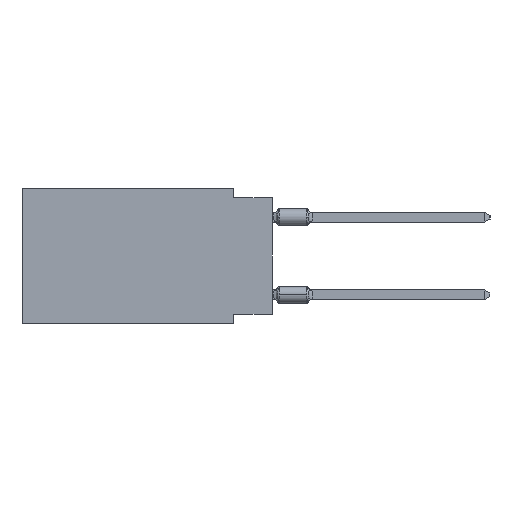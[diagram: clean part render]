
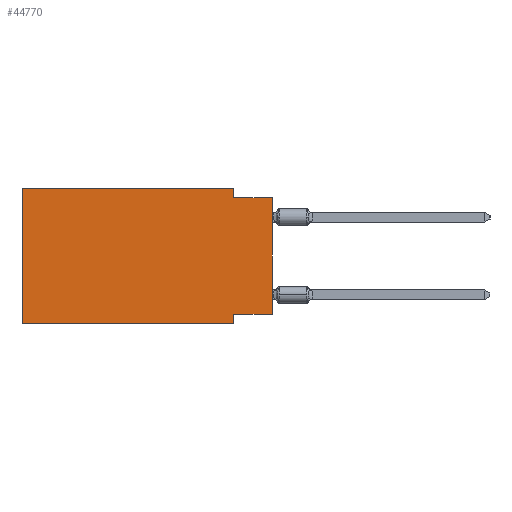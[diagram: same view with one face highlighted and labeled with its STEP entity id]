
A CAD part, left-side view. The second image highlights one B-rep face of the part: STEP entity #44770.
In plain terms, the highlighted planar face has unit normal (-1, 0, 0).
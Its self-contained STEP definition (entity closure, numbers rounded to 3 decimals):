
#260 = DIRECTION ( 'NONE',  ( 0., -1., 0. ) ) ;
#556 = VECTOR ( 'NONE', #52457, 1000. ) ;
#887 = CARTESIAN_POINT ( 'NONE',  ( 0., 2.54, -8.89 ) ) ;
#1441 = CARTESIAN_POINT ( 'NONE',  ( 0., 2.54, -8.255 ) ) ;
#2148 = AXIS2_PLACEMENT_3D ( 'NONE', #16251, #32644, #51965 ) ;
#2735 = EDGE_CURVE ( 'NONE', #44192, #51997, #15951, .T. ) ;
#3966 = LINE ( 'NONE', #29256, #49655 ) ;
#4488 = DIRECTION ( 'NONE',  ( 0., 0., 1. ) ) ;
#5528 = LINE ( 'NONE', #41857, #33677 ) ;
#5751 = VERTEX_POINT ( 'NONE', #1441 ) ;
#6238 = ORIENTED_EDGE ( 'NONE', *, *, #38017, .F. ) ;
#6984 = EDGE_CURVE ( 'NONE', #44167, #44192, #3966, .T. ) ;
#9884 = EDGE_CURVE ( 'NONE', #25170, #5751, #5528, .T. ) ;
#10028 = VECTOR ( 'NONE', #41962, 1000. ) ;
#10935 = EDGE_CURVE ( 'NONE', #51997, #49922, #24682, .T. ) ;
#11745 = VECTOR ( 'NONE', #50182, 1000. ) ;
#12588 = LINE ( 'NONE', #42437, #11745 ) ;
#13186 = LINE ( 'NONE', #45966, #10028 ) ;
#13959 = ORIENTED_EDGE ( 'NONE', *, *, #6984, .F. ) ;
#14540 = VECTOR ( 'NONE', #40553, 1000. ) ;
#14682 = EDGE_CURVE ( 'NONE', #25170, #49922, #13186, .T. ) ;
#15951 = LINE ( 'NONE', #48433, #556 ) ;
#16172 = VERTEX_POINT ( 'NONE', #40925 ) ;
#16251 = CARTESIAN_POINT ( 'NONE',  ( 0., 16.383, 0. ) ) ;
#16979 = EDGE_CURVE ( 'NONE', #5751, #24632, #12588, .T. ) ;
#18502 = CARTESIAN_POINT ( 'NONE',  ( 0., 16.383, 0. ) ) ;
#19852 = LINE ( 'NONE', #37301, #45014 ) ;
#23748 = CARTESIAN_POINT ( 'NONE',  ( 0., 0., -0.635 ) ) ;
#24153 = CARTESIAN_POINT ( 'NONE',  ( 0., 0., -0.635 ) ) ;
#24632 = VERTEX_POINT ( 'NONE', #887 ) ;
#24682 = LINE ( 'NONE', #24153, #14540 ) ;
#24961 = ORIENTED_EDGE ( 'NONE', *, *, #14682, .T. ) ;
#25170 = VERTEX_POINT ( 'NONE', #47281 ) ;
#29245 = DIRECTION ( 'NONE',  ( 0., 1., 0. ) ) ;
#29256 = CARTESIAN_POINT ( 'NONE',  ( 0., 16.383, 0. ) ) ;
#30847 = ORIENTED_EDGE ( 'NONE', *, *, #16979, .F. ) ;
#31765 = LINE ( 'NONE', #38922, #35824 ) ;
#32374 = FACE_OUTER_BOUND ( 'NONE', #33315, .T. ) ;
#32644 = DIRECTION ( 'NONE',  ( 1., 0., 0. ) ) ;
#33315 = EDGE_LOOP ( 'NONE', ( #24961, #33724, #41001, #13959, #6238, #49899, #30847, #39934 ) ) ;
#33677 = VECTOR ( 'NONE', #29245, 1000. ) ;
#33724 = ORIENTED_EDGE ( 'NONE', *, *, #10935, .F. ) ;
#34241 = EDGE_CURVE ( 'NONE', #16172, #24632, #31765, .T. ) ;
#35824 = VECTOR ( 'NONE', #260, 1000. ) ;
#37301 = CARTESIAN_POINT ( 'NONE',  ( 0., 16.383, 0. ) ) ;
#38017 = EDGE_CURVE ( 'NONE', #16172, #44167, #19852, .T. ) ;
#38922 = CARTESIAN_POINT ( 'NONE',  ( 0., 16.383, -8.89 ) ) ;
#39934 = ORIENTED_EDGE ( 'NONE', *, *, #9884, .F. ) ;
#40553 = DIRECTION ( 'NONE',  ( 0., -1., 0. ) ) ;
#40925 = CARTESIAN_POINT ( 'NONE',  ( 0., 16.383, -8.89 ) ) ;
#41001 = ORIENTED_EDGE ( 'NONE', *, *, #2735, .F. ) ;
#41601 = DIRECTION ( 'NONE',  ( 0., -1., 0. ) ) ;
#41857 = CARTESIAN_POINT ( 'NONE',  ( 0., 0., -8.255 ) ) ;
#41962 = DIRECTION ( 'NONE',  ( 0., 0., 1. ) ) ;
#42437 = CARTESIAN_POINT ( 'NONE',  ( 0., 2.54, -8.89 ) ) ;
#44167 = VERTEX_POINT ( 'NONE', #18502 ) ;
#44192 = VERTEX_POINT ( 'NONE', #51251 ) ;
#44770 = ADVANCED_FACE ( 'NONE', ( #32374 ), #49000, .F. ) ;
#45014 = VECTOR ( 'NONE', #4488, 1000. ) ;
#45966 = CARTESIAN_POINT ( 'NONE',  ( 0., 0., 0. ) ) ;
#47264 = CARTESIAN_POINT ( 'NONE',  ( 0., 2.54, -0.635 ) ) ;
#47281 = CARTESIAN_POINT ( 'NONE',  ( 0., 0., -8.255 ) ) ;
#48433 = CARTESIAN_POINT ( 'NONE',  ( 0., 2.54, 0. ) ) ;
#49000 = PLANE ( 'NONE',  #2148 ) ;
#49655 = VECTOR ( 'NONE', #41601, 1000. ) ;
#49899 = ORIENTED_EDGE ( 'NONE', *, *, #34241, .T. ) ;
#49922 = VERTEX_POINT ( 'NONE', #23748 ) ;
#50182 = DIRECTION ( 'NONE',  ( 0., 0., -1. ) ) ;
#51251 = CARTESIAN_POINT ( 'NONE',  ( 0., 2.54, 0. ) ) ;
#51965 = DIRECTION ( 'NONE',  ( 0., 0., -1. ) ) ;
#51997 = VERTEX_POINT ( 'NONE', #47264 ) ;
#52457 = DIRECTION ( 'NONE',  ( 0., 0., -1. ) ) ;
